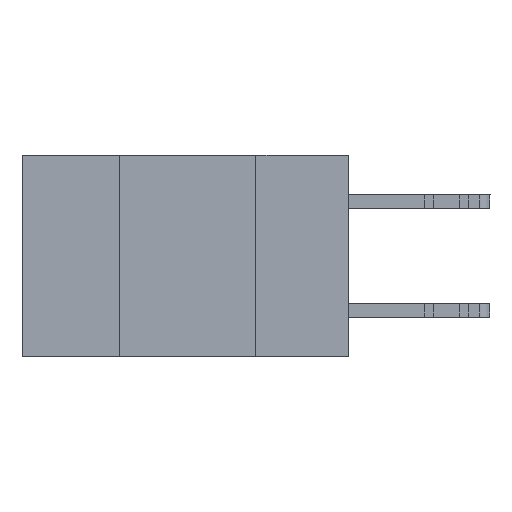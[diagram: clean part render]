
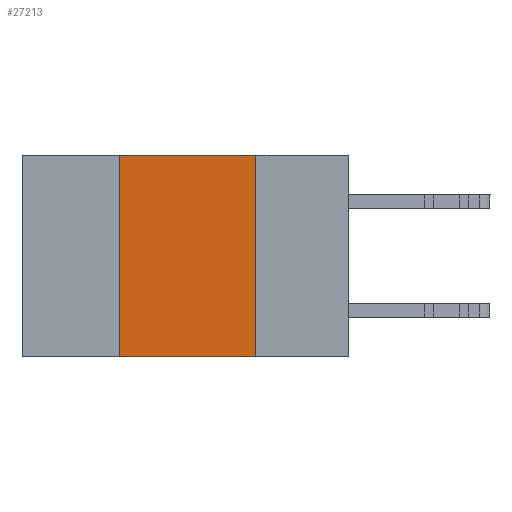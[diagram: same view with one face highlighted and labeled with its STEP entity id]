
A CAD part, left-side view. The second image highlights one B-rep face of the part: STEP entity #27213.
In plain terms, the highlighted planar face has unit normal (-1, 0, 0).
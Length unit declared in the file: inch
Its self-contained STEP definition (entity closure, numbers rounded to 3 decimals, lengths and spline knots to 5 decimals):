
#769 = VECTOR ( 'NONE', #30047, 39.37008 ) ;
#1933 = DIRECTION ( 'NONE',  ( 0., 0., -1. ) ) ;
#2112 = ORIENTED_EDGE ( 'NONE', *, *, #27709, .T. ) ;
#2525 = LINE ( 'NONE', #32200, #769 ) ;
#4818 = EDGE_LOOP ( 'NONE', ( #32095, #27170, #21761, #2112 ) ) ;
#5071 = DIRECTION ( 'NONE',  ( 0., -1., 0. ) ) ;
#5674 = CARTESIAN_POINT ( 'NONE',  ( 0., 0.42, -0.37 ) ) ;
#5855 = EDGE_CURVE ( 'NONE', #28974, #7851, #27658, .T. ) ;
#7315 = CARTESIAN_POINT ( 'NONE',  ( 0., 0.17, -0.37 ) ) ;
#7851 = VERTEX_POINT ( 'NONE', #21326 ) ;
#8125 = VERTEX_POINT ( 'NONE', #7315 ) ;
#8511 = EDGE_CURVE ( 'NONE', #11941, #28974, #9097, .T. ) ;
#9097 = LINE ( 'NONE', #19127, #23535 ) ;
#9168 = DIRECTION ( 'NONE',  ( 1., 0., 0. ) ) ;
#11941 = VERTEX_POINT ( 'NONE', #5674 ) ;
#14438 = FACE_OUTER_BOUND ( 'NONE', #4818, .T. ) ;
#14798 = CARTESIAN_POINT ( 'NONE',  ( 0., 0.6, 0. ) ) ;
#17072 = PLANE ( 'NONE',  #22328 ) ;
#18603 = VECTOR ( 'NONE', #27710, 39.37008 ) ;
#19127 = CARTESIAN_POINT ( 'NONE',  ( 0., 0.42, 0. ) ) ;
#19863 = CARTESIAN_POINT ( 'NONE',  ( 0., 0.42, 0. ) ) ;
#20421 = LINE ( 'NONE', #25399, #18603 ) ;
#21326 = CARTESIAN_POINT ( 'NONE',  ( 0., 0.17, 0. ) ) ;
#21761 = ORIENTED_EDGE ( 'NONE', *, *, #8511, .F. ) ;
#22328 = AXIS2_PLACEMENT_3D ( 'NONE', #24513, #9168, #1933 ) ;
#23535 = VECTOR ( 'NONE', #29208, 39.37008 ) ;
#24345 = VECTOR ( 'NONE', #5071, 39.37008 ) ;
#24513 = CARTESIAN_POINT ( 'NONE',  ( 0., 0.6, 0. ) ) ;
#25399 = CARTESIAN_POINT ( 'NONE',  ( 0., 0.17, 0. ) ) ;
#26504 = EDGE_CURVE ( 'NONE', #7851, #8125, #20421, .T. ) ;
#27170 = ORIENTED_EDGE ( 'NONE', *, *, #5855, .F. ) ;
#27213 = ADVANCED_FACE ( 'NONE', ( #14438 ), #17072, .F. ) ;
#27658 = LINE ( 'NONE', #14798, #24345 ) ;
#27709 = EDGE_CURVE ( 'NONE', #11941, #8125, #2525, .T. ) ;
#27710 = DIRECTION ( 'NONE',  ( 0., 0., -1. ) ) ;
#28974 = VERTEX_POINT ( 'NONE', #19863 ) ;
#29208 = DIRECTION ( 'NONE',  ( 0., 0., 1. ) ) ;
#30047 = DIRECTION ( 'NONE',  ( 0., -1., 0. ) ) ;
#32095 = ORIENTED_EDGE ( 'NONE', *, *, #26504, .F. ) ;
#32200 = CARTESIAN_POINT ( 'NONE',  ( 0., 0.6, -0.37 ) ) ;
